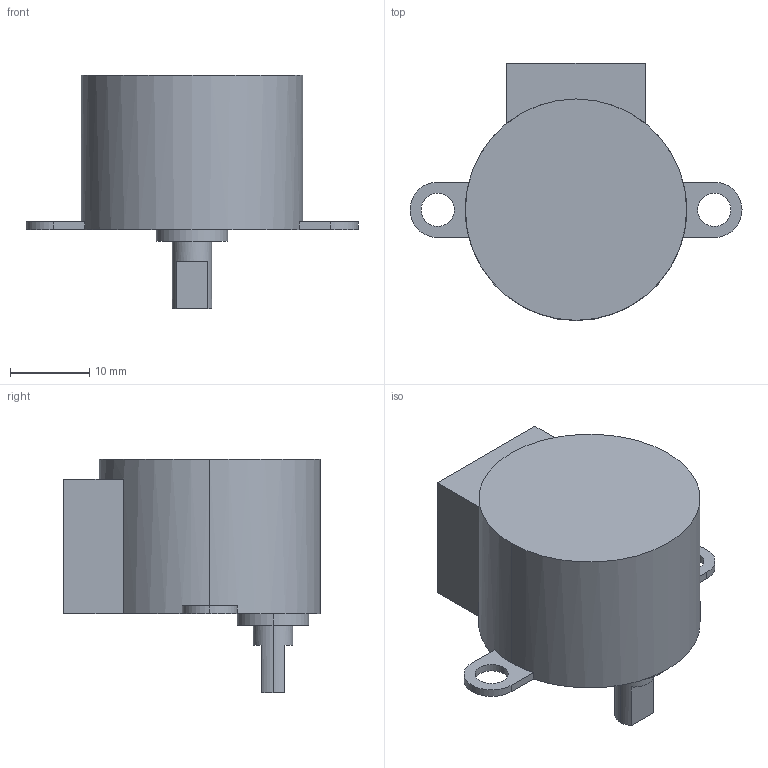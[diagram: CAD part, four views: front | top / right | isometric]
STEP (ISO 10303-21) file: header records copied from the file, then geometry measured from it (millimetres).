
FILE_DESCRIPTION(/* description */ ('SolidWorks IGES file using analytic representation for surfaces '),/* implementation_level */ '2;1');
FILE_NAME(/* name */ '00_Stepper_Motor_28BYJ-48.0013.ipt.step',/* time_stamp */ '2022-11-29T07:52:08+01:00',/* author */ ('Atwinny'),/* organization */ (''),/* preprocessor_version */ 'ST-DEVELOPER v18.1',/* originating_system */ 'Autodesk Inventor 2022',/* authorisation */ '');
FILE_SCHEMA (('AUTOMOTIVE_DESIGN { 1 0 10303 214 3 1 1 }'));
Length unit declared in the file: millimetre
Products named in the file (1): 00_Stepper_Motor_28BYJ-48
Bounding box: 42 x 32.5 x 29.5 mm (x, y, z)
Surface area: 3714.4 mm2 (no closed solid volume)
Topology: 0 solids, 31 shells, 31 faces, 148 edges, 148 vertices
Faces by surface type: plane 18, cylinder 13
Entity records: 1679 total; most frequent: CARTESIAN_POINT 335, DIRECTION 274, VERTEX_POINT 148, EDGE_CURVE 148, ORIENTED_EDGE 148, AXIS2_PLACEMENT_3D 92, LINE 90, VECTOR 90
